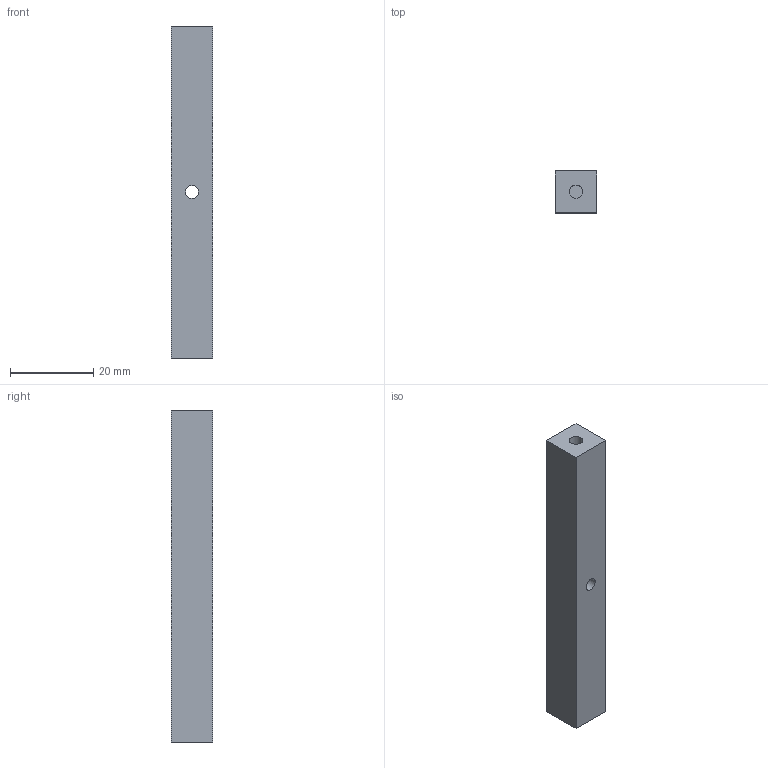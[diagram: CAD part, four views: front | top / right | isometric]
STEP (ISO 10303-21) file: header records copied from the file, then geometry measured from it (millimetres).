
FILE_DESCRIPTION(('FreeCAD Model'),'2;1');
FILE_NAME('Open CASCADE Shape Model','2024-06-17T16:29:24',(''),(''), 'Open CASCADE STEP processor 7.6','FreeCAD','Unknown');
FILE_SCHEMA(('AUTOMOTIVE_DESIGN { 1 0 10303 214 1 1 1 1 }'));
Length unit declared in the file: millimetre
Products named in the file (1): Body
Bounding box: 10 x 10 x 80 mm (x, y, z)
Volume: 7485.2 mm3; surface area: 3985.6 mm2
Topology: 1 solids, 1 shells, 30 faces, 69 edges, 46 vertices
Faces by surface type: plane 25, cylinder 5
Full cylindrical faces by diameter (mm): 3.1 x1, 3.2 x4
Entity records: 877 total; most frequent: CARTESIAN_POINT 146, DIRECTION 141, ORIENTED_EDGE 138, EDGE_CURVE 69, LINE 59, VECTOR 59, VERTEX_POINT 46, AXIS2_PLACEMENT_3D 41
